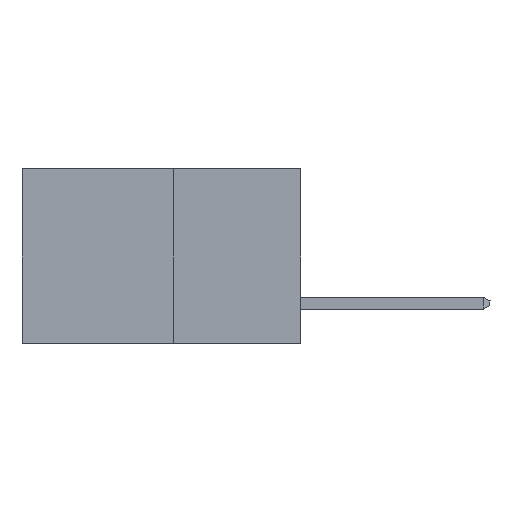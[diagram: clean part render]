
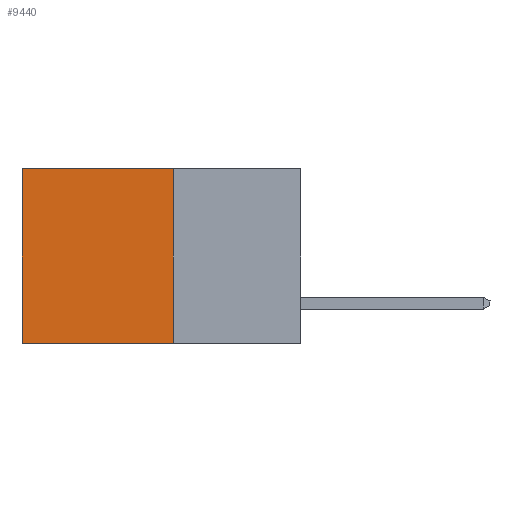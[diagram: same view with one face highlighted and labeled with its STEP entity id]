
A CAD part, left-side view. The second image highlights one B-rep face of the part: STEP entity #9440.
In plain terms, the highlighted planar face has unit normal (-1, 0, 0).
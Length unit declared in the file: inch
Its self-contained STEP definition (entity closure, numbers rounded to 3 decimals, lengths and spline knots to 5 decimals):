
#245 = ORIENTED_EDGE ( 'NONE', *, *, #1053, .F. ) ;
#289 = DIRECTION ( 'NONE',  ( 0., 0., -1. ) ) ;
#379 = VERTEX_POINT ( 'NONE', #1080 ) ;
#385 = VECTOR ( 'NONE', #7687, 39.37008 ) ;
#663 = LINE ( 'NONE', #2390, #9081 ) ;
#1053 = EDGE_CURVE ( 'NONE', #5443, #2714, #663, .T. ) ;
#1080 = CARTESIAN_POINT ( 'NONE',  ( 0.277, 0.59, 0. ) ) ;
#1406 = EDGE_CURVE ( 'NONE', #5443, #379, #2639, .T. ) ;
#1739 = FACE_OUTER_BOUND ( 'NONE', #3563, .T. ) ;
#2390 = CARTESIAN_POINT ( 'NONE',  ( 0.277, 0.27, -0.37 ) ) ;
#2513 = EDGE_CURVE ( 'NONE', #379, #7815, #4028, .T. ) ;
#2625 = EDGE_CURVE ( 'NONE', #2714, #7815, #3264, .T. ) ;
#2636 = CARTESIAN_POINT ( 'NONE',  ( 0.277, 0.59, -0.37 ) ) ;
#2639 = LINE ( 'NONE', #8699, #385 ) ;
#2714 = VERTEX_POINT ( 'NONE', #5564 ) ;
#2734 = CARTESIAN_POINT ( 'NONE',  ( 0.277, 0.27, -0.37 ) ) ;
#3115 = ORIENTED_EDGE ( 'NONE', *, *, #2625, .F. ) ;
#3121 = PLANE ( 'NONE',  #3142 ) ;
#3142 = AXIS2_PLACEMENT_3D ( 'NONE', #9310, #4728, #10013 ) ;
#3264 = LINE ( 'NONE', #2734, #7241 ) ;
#3563 = EDGE_LOOP ( 'NONE', ( #6326, #3115, #245, #9683 ) ) ;
#4028 = LINE ( 'NONE', #2636, #8002 ) ;
#4379 = CARTESIAN_POINT ( 'NONE',  ( 0.277, 0.59, -0.37 ) ) ;
#4728 = DIRECTION ( 'NONE',  ( 1., 0., 0. ) ) ;
#5443 = VERTEX_POINT ( 'NONE', #6876 ) ;
#5564 = CARTESIAN_POINT ( 'NONE',  ( 0.277, 0.27, -0.37 ) ) ;
#5663 = DIRECTION ( 'NONE',  ( 0., 1., 0. ) ) ;
#6326 = ORIENTED_EDGE ( 'NONE', *, *, #2513, .T. ) ;
#6876 = CARTESIAN_POINT ( 'NONE',  ( 0.277, 0.27, 0. ) ) ;
#7241 = VECTOR ( 'NONE', #5663, 39.37008 ) ;
#7687 = DIRECTION ( 'NONE',  ( 0., 1., 0. ) ) ;
#7815 = VERTEX_POINT ( 'NONE', #4379 ) ;
#8002 = VECTOR ( 'NONE', #9073, 39.37008 ) ;
#8699 = CARTESIAN_POINT ( 'NONE',  ( 0.277, 0.27, 0. ) ) ;
#9073 = DIRECTION ( 'NONE',  ( 0., 0., -1. ) ) ;
#9081 = VECTOR ( 'NONE', #289, 39.37008 ) ;
#9310 = CARTESIAN_POINT ( 'NONE',  ( 0.277, 0.27, -0.37 ) ) ;
#9440 = ADVANCED_FACE ( 'NONE', ( #1739 ), #3121, .F. ) ;
#9683 = ORIENTED_EDGE ( 'NONE', *, *, #1406, .T. ) ;
#10013 = DIRECTION ( 'NONE',  ( 0., 0., -1. ) ) ;
